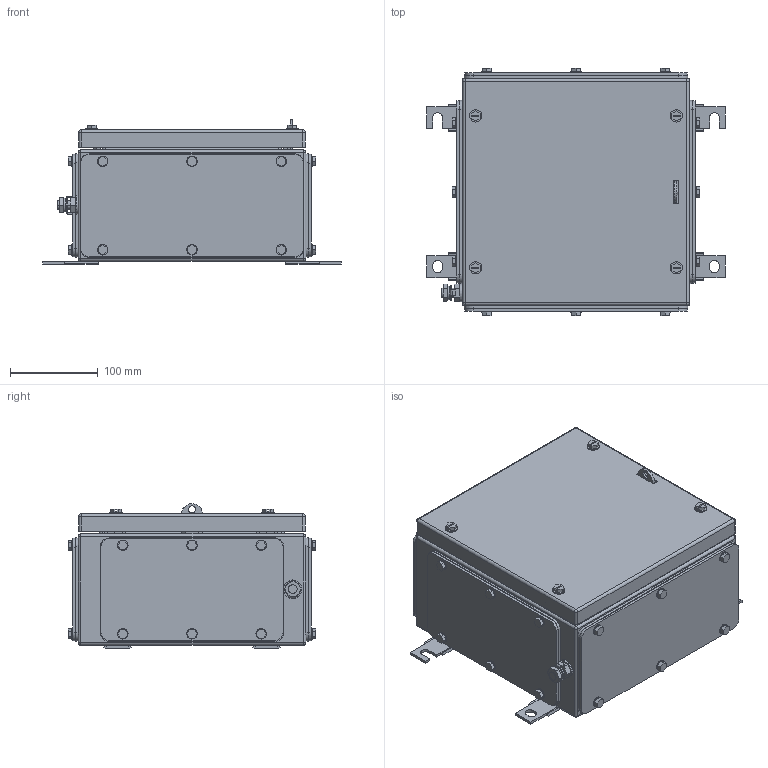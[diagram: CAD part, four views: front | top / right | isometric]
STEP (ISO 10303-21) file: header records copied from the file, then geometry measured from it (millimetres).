
FILE_DESCRIPTION(('CATIA V5 STEP Exchange','CAx-IF Rec.Pracs.--- Model Styling and Organization---1.4--- 2014-01-23'),'2;1');
FILE_NAME ('008503-7_2_1194640000_1194640000.stp','2019-06-28T08:21:10+00:00',('none'),('Weidmueller'),'CATIA Version 5-6 Release 2016 SP3 HF44','CATIA V5 STEP AP214','none');
FILE_SCHEMA(('AUTOMOTIVE_DESIGN { 1 0 10303 214 1 1 1 1 }'));
Products named in the file (1): 1194640000
Bounding box: 341 x 282 x 165 mm (x, y, z)
Volume: 973936.1 mm3; surface area: 956503.1 mm2
Topology: 94 solids, 94 shells, 2007 faces, 4744 edges, 2998 vertices
Faces by surface type: plane 942, cylinder 841, cone 180, sphere 24, torus 20
Entity records: 54372 total; most frequent: CARTESIAN_POINT 10875, ORIENTED_EDGE 9328, DIRECTION 7375, EDGE_CURVE 4664, AXIS2_PLACEMENT_3D 3120, VERTEX_POINT 2998, VECTOR 2792, LINE 2792
